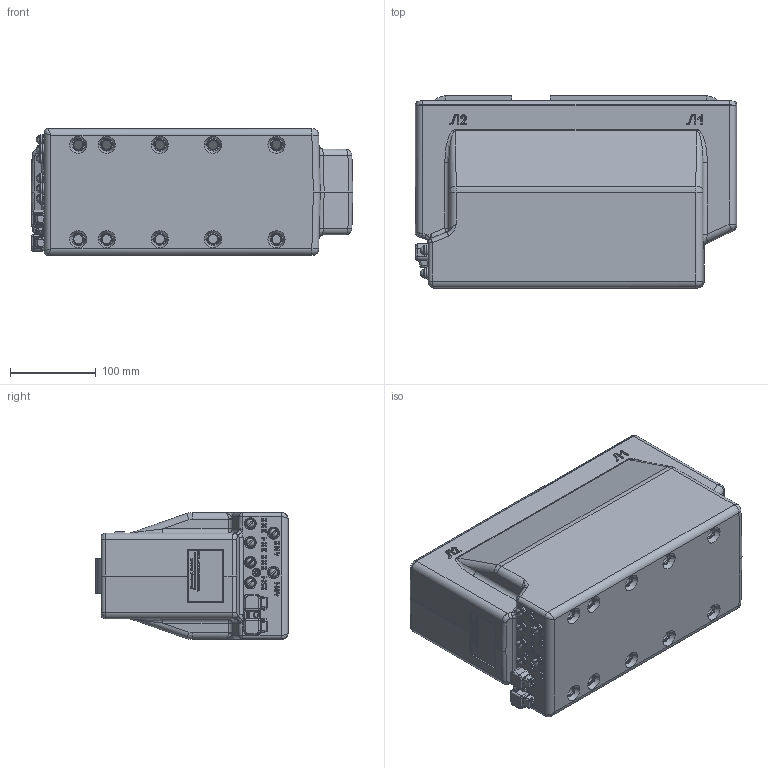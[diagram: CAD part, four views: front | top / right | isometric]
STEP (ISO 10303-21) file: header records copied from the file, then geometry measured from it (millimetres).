
FILE_DESCRIPTION (( 'STEP AP203' ), '1' );
FILE_NAME ('ﾒﾎﾋ-10-9.2-4(600-2000)ﾀ.STEP', '2018-02-01T05:06:09', ( '' ), ( '' ), 'SwSTEP 2.0', 'SolidWorks 2010', '' );
FILE_SCHEMA (( 'CONFIG_CONTROL_DESIGN' ));
Products named in the file (1): ﾒﾎﾋ-10-9.2-4(600-2000)ﾀ
Bounding box: 375 x 224 x 148 mm (x, y, z)
Surface area: 320842.4 mm2 (no closed solid volume)
Topology: 0 solids, 74 shells, 850 faces, 3761 edges, 2940 vertices
Faces by surface type: plane 362, cylinder 169, cone 157, bspline 122, sphere 32, torus 8
Entity records: 49622 total; most frequent: CARTESIAN_POINT 21519, ORIENTED_EDGE 5382, DIRECTION 5060, EDGE_CURVE 3750, VERTEX_POINT 2940, LINE 2018, VECTOR 2018, AXIS2_PLACEMENT_3D 1521
